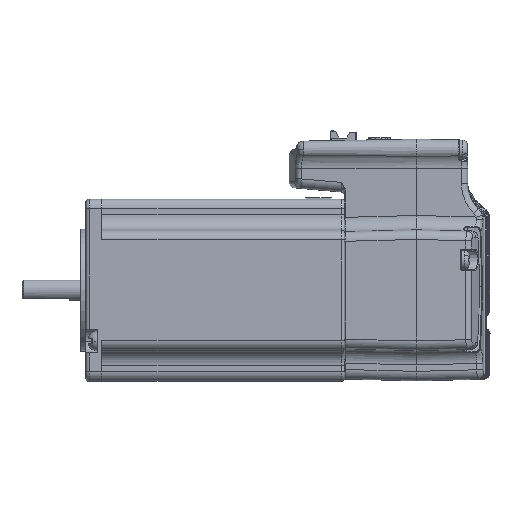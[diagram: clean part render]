
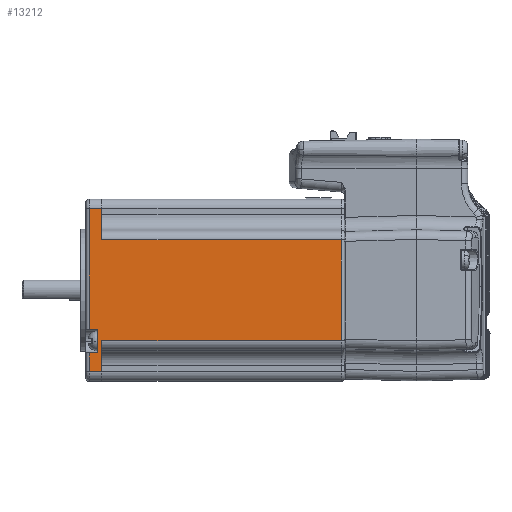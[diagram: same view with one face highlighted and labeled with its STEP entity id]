
A CAD part, left-side view. The second image highlights one B-rep face of the part: STEP entity #13212.
In plain terms, the highlighted planar face has unit normal (-1, 0, 0).
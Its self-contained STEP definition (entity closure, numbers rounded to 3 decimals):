
#13212=ADVANCED_FACE('    F107',(#26528),#26529,.T.);
#26528=FACE_OUTER_BOUND('',#66813,.T.);
#26529=PLANE('',#66814);
#66813=EDGE_LOOP('',(#97794,#97795,#97796,#97797,#97798,#97799,#97800,#97801,#97802,#97803,#97804,#97805));
#66814=AXIS2_PLACEMENT_3D('',#97806,#97807,#97808);
#97794=ORIENTED_EDGE('',*,*,#102946,.F.);
#97795=ORIENTED_EDGE('',*,*,#110200,.T.);
#97796=ORIENTED_EDGE('',*,*,#103250,.F.);
#97797=ORIENTED_EDGE('',*,*,#103107,.T.);
#97798=ORIENTED_EDGE('',*,*,#105133,.F.);
#97799=ORIENTED_EDGE('',*,*,#106057,.T.);
#97800=ORIENTED_EDGE('',*,*,#110265,.F.);
#97801=ORIENTED_EDGE('',*,*,#103353,.T.);
#97802=ORIENTED_EDGE('',*,*,#111131,.F.);
#97803=ORIENTED_EDGE('',*,*,#109935,.T.);
#97804=ORIENTED_EDGE('',*,*,#104451,.T.);
#97805=ORIENTED_EDGE('',*,*,#108285,.T.);
#97806=CARTESIAN_POINT('',(-28.519,7.5,-28.5));
#97807=DIRECTION('',(-1.0,0.0,0.0));
#97808=DIRECTION('',(0.0,0.,1.0));
#102946=EDGE_CURVE('',#114767,#114768,#114769,.F.);
#103107=EDGE_CURVE('',#115040,#115041,#115042,.F.);
#103250=EDGE_CURVE('',#115040,#115293,#115294,.F.);
#103353=EDGE_CURVE('',#115463,#115461,#115464,.F.);
#104451=EDGE_CURVE('',#117229,#117233,#117235,.T.);
#105133=EDGE_CURVE('',#118277,#115041,#118278,.T.);
#106057=EDGE_CURVE('',#118277,#119685,#119687,.T.);
#108285=EDGE_CURVE('',#117233,#114768,#122749,.T.);
#109935=EDGE_CURVE('',#124763,#117229,#124766,.F.);
#110200=EDGE_CURVE('',#114767,#115293,#125065,.T.);
#110265=EDGE_CURVE('',#115463,#119685,#125139,.F.);
#111131=EDGE_CURVE('',#124763,#115461,#126132,.F.);
#114767=VERTEX_POINT('',#132172);
#114768=VERTEX_POINT('',#132173);
#114769=LINE('',#132174,#132175);
#115040=VERTEX_POINT('',#132681);
#115041=VERTEX_POINT('',#132682);
#115042=LINE('',#132683,#132684);
#115293=VERTEX_POINT('',#133049);
#115294=LINE('',#133050,#133051);
#115461=VERTEX_POINT('',#133315);
#115463=VERTEX_POINT('',#133317);
#115464=LINE('',#133318,#133319);
#117229=VERTEX_POINT('',#136559);
#117233=VERTEX_POINT('',#136564);
#117235=LINE('',#136566,#136567);
#118277=VERTEX_POINT('',#138379);
#118278=LINE('',#138380,#138381);
#119685=VERTEX_POINT('',#140729);
#119687=LINE('',#140731,#140732);
#122749=LINE('',#146479,#146480);
#124763=VERTEX_POINT('',#150900);
#124766=LINE('',#150903,#150904);
#125065=LINE('',#151458,#151459);
#125139=LINE('',#151583,#151584);
#126132=LINE('',#153129,#153130);
#132172=CARTESIAN_POINT('',(-28.519,83.5,25.5));
#132173=CARTESIAN_POINT('',(-28.519,83.5,15.77));
#132174=CARTESIAN_POINT('',(-28.519,83.5,15.073));
#132175=VECTOR('',#156577,1000.0);
#132681=CARTESIAN_POINT('',(-28.519,87.5,-12.2));
#132682=CARTESIAN_POINT('',(-28.519,85.0,-12.2));
#132683=CARTESIAN_POINT('',(-28.519,7.5,-12.2));
#132684=VECTOR('',#156796,1000.0);
#133049=CARTESIAN_POINT('',(-28.519,87.5,25.5));
#133050=CARTESIAN_POINT('',(-28.519,87.5,25.5));
#133051=VECTOR('',#156991,1000.0);
#133315=CARTESIAN_POINT('',(-28.519,83.5,-25.5));
#133317=CARTESIAN_POINT('',(-28.519,87.5,-25.5));
#133318=CARTESIAN_POINT('',(-28.519,7.5,-25.5));
#133319=VECTOR('',#157117,1000.0);
#136559=CARTESIAN_POINT('',(-28.519,8.5,-15.77));
#136564=CARTESIAN_POINT('',(-28.519,8.5,15.77));
#136566=CARTESIAN_POINT('',(-28.519,8.5,-28.5));
#136567=VECTOR('',#158469,1000.0);
#138379=CARTESIAN_POINT('',(-28.519,85.0,-19.6));
#138380=CARTESIAN_POINT('',(-28.519,85.0,-21.183));
#138381=VECTOR('',#159200,1000.0);
#140729=CARTESIAN_POINT('',(-28.519,87.5,-19.6));
#140731=CARTESIAN_POINT('',(-28.519,7.5,-19.6));
#140732=VECTOR('',#160309,1000.0);
#146479=CARTESIAN_POINT('',(-28.519,7.5,15.77));
#146480=VECTOR('',#162630,1000.0);
#150900=CARTESIAN_POINT('',(-28.519,83.5,-15.77));
#150903=CARTESIAN_POINT('',(-28.519,7.5,-15.77));
#150904=VECTOR('',#164086,1000.0);
#151458=CARTESIAN_POINT('',(-28.519,7.5,25.5));
#151459=VECTOR('',#164326,1000.0);
#151583=CARTESIAN_POINT('',(-28.519,87.5,-19.6));
#151584=VECTOR('',#164364,1000.0);
#153129=CARTESIAN_POINT('',(-28.519,83.5,-28.987));
#153130=VECTOR('',#164983,1000.0);
#156577=DIRECTION('',(0.0,0.,1.0));
#156796=DIRECTION('',(0.0,1.0,0.));
#156991=DIRECTION('',(0.,0.,-1.0));
#157117=DIRECTION('',(0.0,1.0,0.));
#158469=DIRECTION('',(0.0,0.,1.0));
#159200=DIRECTION('',(0.0,0.,1.0));
#160309=DIRECTION('',(0.0,1.0,0.));
#162630=DIRECTION('',(0.0,1.0,0.));
#164086=DIRECTION('',(0.0,1.0,0.));
#164326=DIRECTION('',(0.0,1.0,0.));
#164364=DIRECTION('',(0.,0.,-1.0));
#164983=DIRECTION('',(0.0,0.,1.0));
